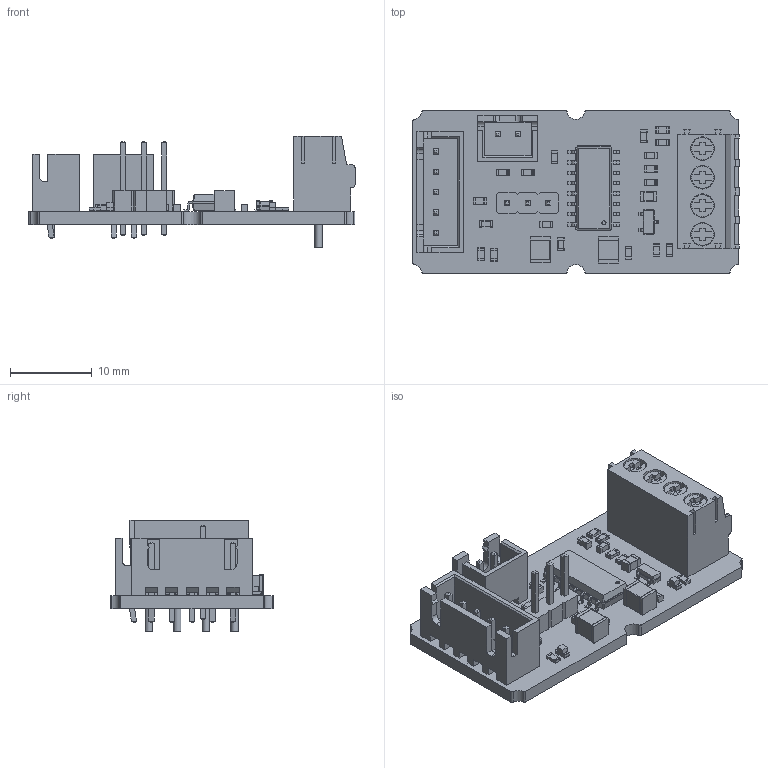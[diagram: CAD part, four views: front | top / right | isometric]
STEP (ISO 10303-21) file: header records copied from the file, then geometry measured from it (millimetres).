
FILE_DESCRIPTION(('KiCad electronic assembly'),'2;1');
FILE_NAME('HX711.step','2024-05-16T16:05:39',('Pcbnew'),('Kicad'), 'Open CASCADE STEP processor 7.7','KiCad to STEP converter','Unknown' );
FILE_SCHEMA(('AUTOMOTIVE_DESIGN { 1 0 10303 214 1 1 1 1 }'));
Length unit declared in the file: millimetre
Products named in the file (24): HX711 1; R_0603_1608Metric; LED_0603_1608Metric; C_0603_1608Metric; L_0805_2012Metric; TerminalBlock_Phoenix_PT-1,5-4-3.5-H_1x04_P3.50mm_Horizontal; TerminalBlock_Phoenix_PT_15_4_35_H_1x04_P350mm_Horizontal; C_1210_3225Metric; JST_XH_B5B-XH-A_1x05_P2.50mm_Vertical; JST_B5B_XH_A; SOP-16_4.4x10.4mm_P1.27mm; SOP_16_44x104mm_P127mm; PinHeader_1x03_P2.54mm_Vertical; PinHeader_1x03_P254mm_Vertical; SOT-23; SOT_23; JST_XH_B2B-XH-A_1x02_P2.50mm_Vertical; JST_B2B_XH_A; _autosave-B-HX711-BRK-01MBR-R01_PCB
Assembly tree (39 placements, depth 3):
  HX711 1
    R_0603_1608Metric  x9
      R_0603_1608Metric
    LED_0603_1608Metric  x2
      LED_0603_1608Metric
    C_0603_1608Metric  x7
      C_0603_1608Metric
    L_0805_2012Metric
      L_0805_2012Metric
    TerminalBlock_Phoenix_PT-1,5-4-3.5-H_1x04_P3.50mm_Horizontal
      TerminalBlock_Phoenix_PT_15_4_35_H_1x04_P350mm_Horizontal
    C_1210_3225Metric  x2
      C_1210_3225Metric
    JST_XH_B5B-XH-A_1x05_P2.50mm_Vertical
      JST_B5B_XH_A
    SOP-16_4.4x10.4mm_P1.27mm
      SOP_16_44x104mm_P127mm
    PinHeader_1x03_P2.54mm_Vertical
      PinHeader_1x03_P254mm_Vertical
    SOT-23
      SOT_23
    JST_XH_B2B-XH-A_1x02_P2.50mm_Vertical
      JST_B2B_XH_A
    _autosave-B-HX711-BRK-01MBR-R01_PCB
Bounding box: 40.02 x 20 x 13.7 mm (x, y, z)
Volume: 2582.1 mm3; surface area: 4832.2 mm2
Topology: 28 solids, 28 shells, 1556 faces, 4061 edges, 2616 vertices
Faces by surface type: plane 1134, cylinder 355, bspline 67
Full cylindrical faces by diameter (mm): 0.5 x1, 0.9 x4, 0.95 x5, 1 x5, 1.2 x4, 2.7 x4, 2.9 x4
Entity records: 41226 total; most frequent: CARTESIAN_POINT 6129, ORIENTED_EDGE 5760, DIRECTION 5412, EDGE_CURVE 2880, LINE 2370, VECTOR 2370, VERTEX_POINT 1842, AXIS2_PLACEMENT_3D 1521
